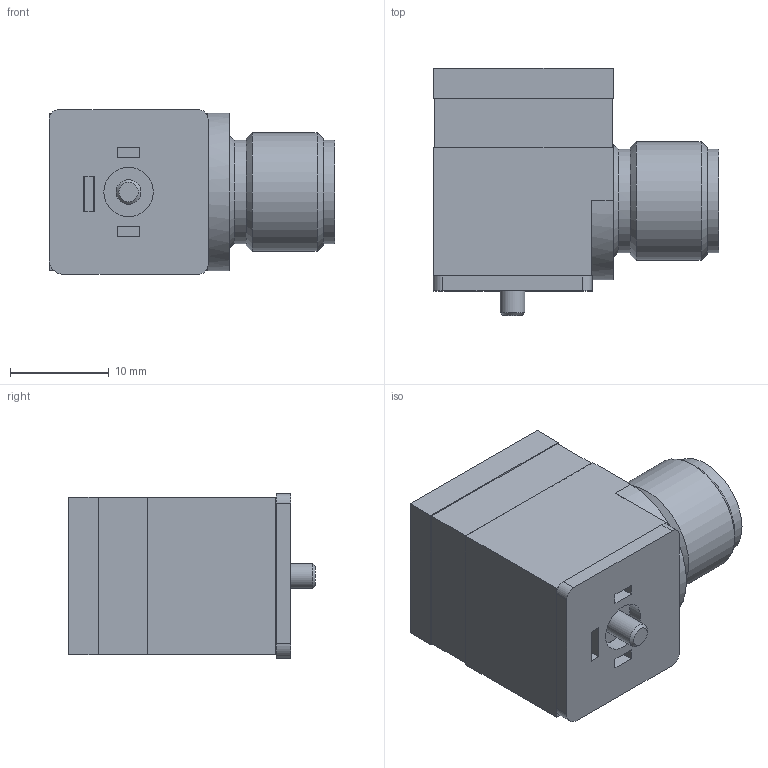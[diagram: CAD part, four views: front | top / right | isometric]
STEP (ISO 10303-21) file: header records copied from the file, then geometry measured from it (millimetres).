
FILE_DESCRIPTION(/* description */ ('STEP AP214'),/* implementation_level */ '2;1');
FILE_NAME(/* name */ '188024_MSSD-EB-M12-MONO',/* time_stamp */ '2024-09-10T02:27:46+02:00',/* author */ ('License CC BY-ND 4.0'),/* organization */ ('CADENAS'),/* preprocessor_version */ 'ST-DEVELOPER v19.3',/* originating_system */ 'PARTsolutions',/* authorisation */ ' ');
FILE_SCHEMA (('AUTOMOTIVE_DESIGN {1 0 10303 214 3 1 1}'));
Length unit declared in the file: millimetre
Products named in the file (1): 188024 MSSD-EB-M12-MONO---(0)
Bounding box: 28.95 x 25 x 16.7 mm (x, y, z)
Volume: 6754.9 mm3; surface area: 3808.7 mm2
Topology: 1 solids, 2 shells, 126 faces, 323 edges, 213 vertices
Faces by surface type: plane 98, cylinder 21, cone 5, torus 2
Full cylindrical faces by diameter (mm): 1 x2, 2.5 x2, 3 x1, 5 x1, 5.3 x1, 6 x1, 8.3 x1, 10.5 x2, 12 x1
Entity records: 4549 total; most frequent: CARTESIAN_POINT 628, DIRECTION 610, ORIENTED_EDGE 592, EDGE_CURVE 296, LINE 236, VECTOR 236, VERTEX_POINT 205, AXIS2_PLACEMENT_3D 187
